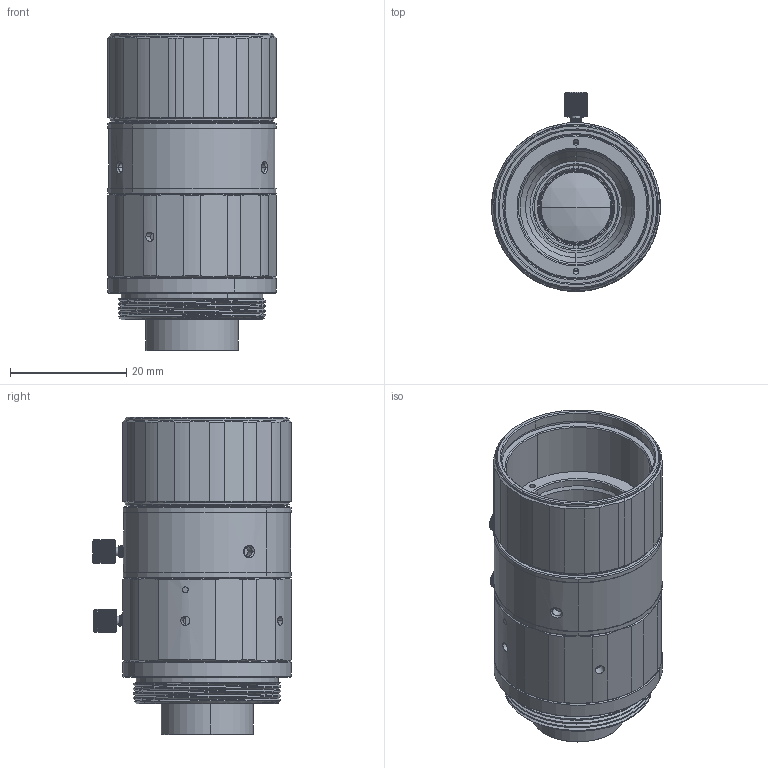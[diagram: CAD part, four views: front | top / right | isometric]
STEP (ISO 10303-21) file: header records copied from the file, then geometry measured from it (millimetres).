
FILE_DESCRIPTION (( 'STEP AP203' ), '1' );
FILE_NAME ('QM994325180軞蚾.STEP', '2021-05-19T07:16:54', ( '' ), ( '' ), 'SwSTEP 2.0', 'SolidWorks 2018', '' );
FILE_SCHEMA (( 'CONFIG_CONTROL_DESIGN' ));
Length unit declared in the file: millimetre
Products named in the file (29): QM910251803; QM910251804; QM902518G06; QM910251810; QM919001602; QM902518G03; QM910251809-02; QM902518G04; QM994325180軞蚾; QM910251805; QM910251801; QM919001603; QM902518U02; QM910251807; QM910251808; QM930006605; 翋芠郪磁; QM910251811; QM919001600眻輛絳砃隊; QM919001604驱动环导钉; QM902518G02; QM984325183光圈组件; QM902518G05; QM902518G01; QM919012000; QM919011600; QM902518U04; QM910251806; QM910251802
Assembly tree (40 placements, depth 4):
  QM994325180軞蚾
    翋芠郪磁
      QM910251801
      QM910251806
      QM910251808
      QM902518G01
      QM902518U02
        QM902518G03
        QM902518G02
    QM984325183光圈组件
      QM910251810
      QM902518U04
        QM902518G05
        QM902518G04
      QM902518G06
      QM910251807
      QM910251809-02
      QM930006605  x8
      QM919011600
      QM910251811
    QM910251802
    QM910251805
    QM910251804
    QM910251803
    QM919001600眻輛絳砃隊
    QM919001602  x3
    QM919001603  x3
    QM919001604驱动环导钉
    QM919012000  x2
Bounding box: 29 x 34.2 x 54.55 mm (x, y, z)
Volume: 18926.5 mm3; surface area: 27048.7 mm2
Topology: 52 solids, 52 shells, 2348 faces, 5976 edges, 3836 vertices
Faces by surface type: cylinder 891, plane 753, cone 447, bspline 117, torus 114, sphere 26
Entity records: 73623 total; most frequent: CARTESIAN_POINT 33205, ORIENTED_EDGE 8148, DIRECTION 7388, EDGE_CURVE 4074, AXIS2_PLACEMENT_3D 2991, VERTEX_POINT 2602, EDGE_LOOP 1740, ADVANCED_FACE 1597
